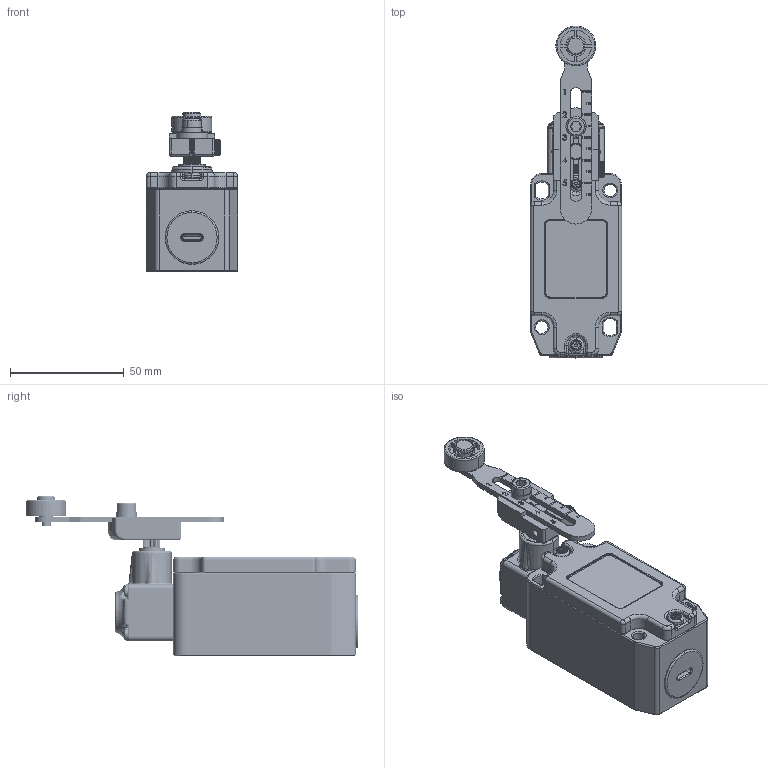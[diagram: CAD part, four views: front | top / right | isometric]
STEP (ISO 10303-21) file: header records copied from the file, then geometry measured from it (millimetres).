
FILE_DESCRIPTION (( 'STEP AP203' ), '1' );
FILE_NAME ('174-HLM (Adjustable Roller Lever) (STEP format).STEP', '2016-10-19T14:11:20', ( '' ), ( '' ), 'SwSTEP 2.0', 'SolidWorks 2015', '' );
FILE_SCHEMA (( 'CONFIG_CONTROL_DESIGN' ));
Products named in the file (1): 174-HLM (Adjustable Roller Lever) (STEP format)
Bounding box: 40 x 145.62 x 70 mm (x, y, z)
Volume: 74756.8 mm3; surface area: 55634.4 mm2
Topology: 19 solids, 19 shells, 3642 faces, 8678 edges, 5119 vertices
Faces by surface type: plane 1059, cone 984, cylinder 954, torus 339, bspline 253, sphere 53
Entity records: 122878 total; most frequent: CARTESIAN_POINT 40323, DIRECTION 17494, ORIENTED_EDGE 17216, EDGE_CURVE 8608, AXIS2_PLACEMENT_3D 6726, VERTEX_POINT 5119, LINE 4042, VECTOR 4042
